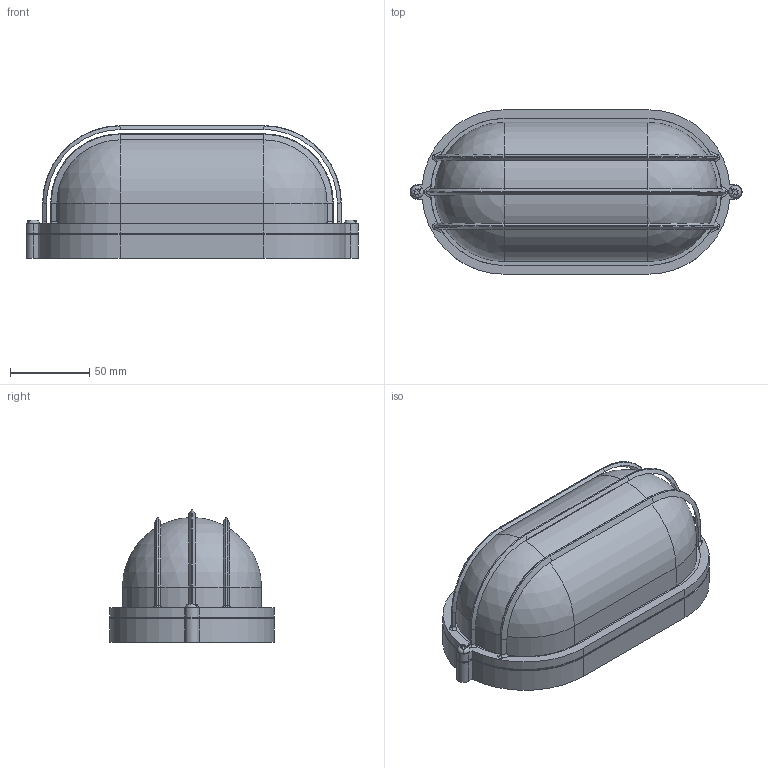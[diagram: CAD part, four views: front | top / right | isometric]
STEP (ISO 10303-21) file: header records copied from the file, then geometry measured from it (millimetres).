
FILE_DESCRIPTION (( 'STEP AP214' ), '1' );
FILE_NAME ('LNPP0-1406-1-060-K02 Ñâåòèëüíèê ÍÏÏ1406 ÷åðíûé_îâàë ñåòêà 60Âò IP54 ÈÝÊ.STEP', '2017-06-23T07:54:24', ( '' ), ( '' ), 'SwSTEP 2.0', 'SolidWorks 2014', '' );
FILE_SCHEMA (( 'AUTOMOTIVE_DESIGN' ));
Length unit declared in the file: millimetre
Products named in the file (1): LNPP0-1406-1-060-K02 Ñâåòèëüíèê ÍÏÏ1406 ÷åðíûé_îâàë ñåòêà 60Âò IP54  ÈÝÊ
Bounding box: 210 x 104 x 84 mm (x, y, z)
Volume: 900708.7 mm3; surface area: 79872.2 mm2
Topology: 1 solids, 1 shells, 186 faces, 477 edges, 294 vertices
Faces by surface type: plane 86, cylinder 59, torus 21, cone 12, sphere 8
Entity records: 5802 total; most frequent: CARTESIAN_POINT 1222, DIRECTION 982, ORIENTED_EDGE 942, EDGE_CURVE 471, AXIS2_PLACEMENT_3D 364, VERTEX_POINT 292, VECTOR 254, LINE 254
